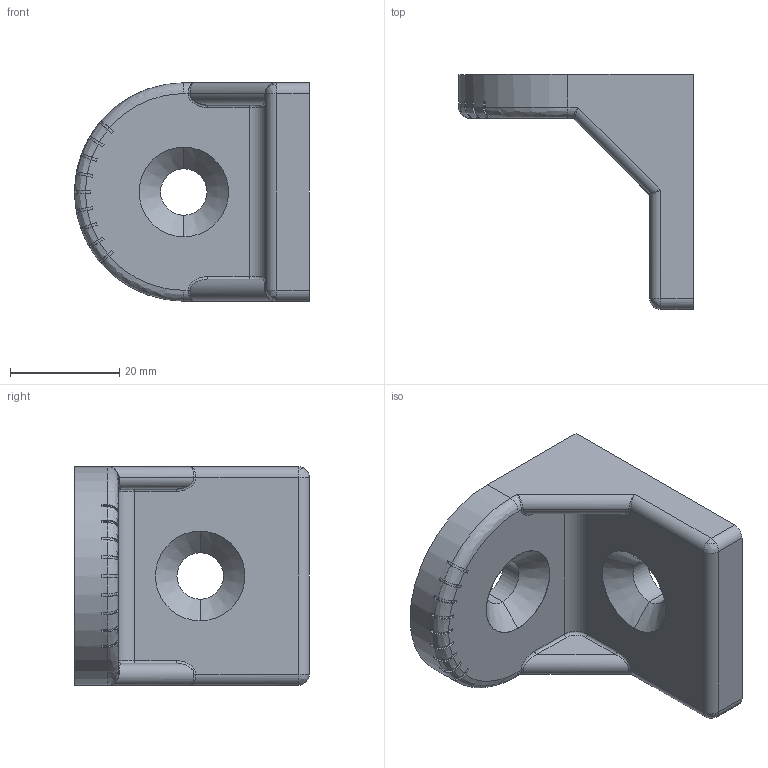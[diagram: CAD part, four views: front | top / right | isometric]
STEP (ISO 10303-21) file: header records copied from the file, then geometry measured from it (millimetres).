
FILE_DESCRIPTION (( 'STEP AP203' ), '1' );
FILE_NAME ('402504760_c_1.STEP', '2023-01-23T14:22:26', ( '' ), ( '' ), 'SwSTEP 2.0', 'SolidWorks 2014', '' );
FILE_SCHEMA (( 'CONFIG_CONTROL_DESIGN' ));
Length unit declared in the file: millimetre
Products named in the file (1): 402504760_c_1
Bounding box: 43 x 43 x 40 mm (x, y, z)
Volume: 17275.2 mm3; surface area: 10019.6 mm2
Topology: 1 solids, 1 shells, 355 faces, 861 edges, 494 vertices
Faces by surface type: bspline 121, plane 95, cone 80, cylinder 59
Entity records: 13415 total; most frequent: CARTESIAN_POINT 5943, ORIENTED_EDGE 1662, DIRECTION 1396, EDGE_CURVE 831, AXIS2_PLACEMENT_3D 536, VERTEX_POINT 494, EDGE_LOOP 375, FACE_OUTER_BOUND 355
